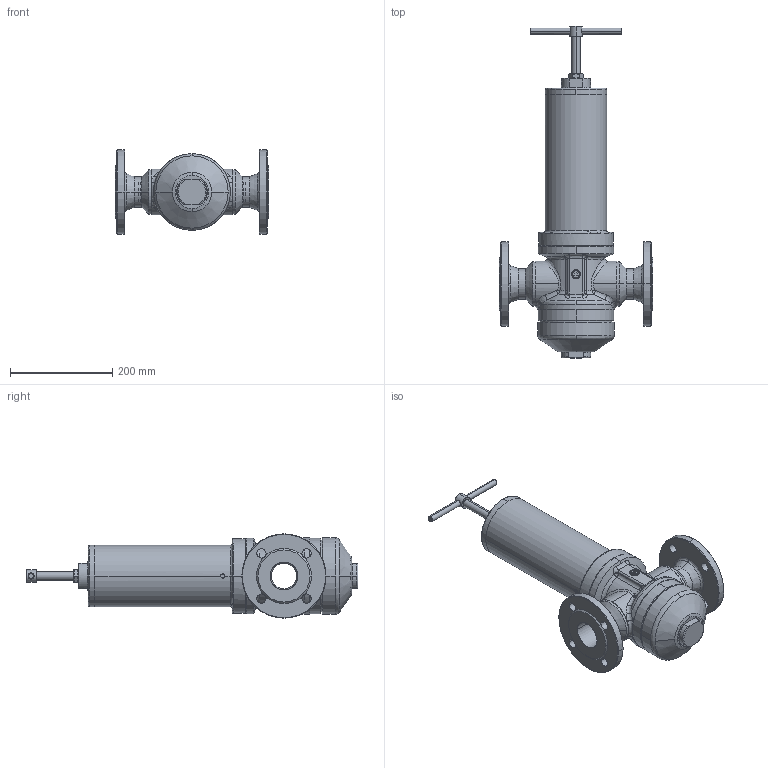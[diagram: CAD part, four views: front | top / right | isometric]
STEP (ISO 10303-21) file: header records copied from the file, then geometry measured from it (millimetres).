
FILE_DESCRIPTION (( 'STEP AP203' ), '1' );
FILE_NAME ('Typ_71-BG_IIIB-D050.STEP', '2021-03-11T08:24:48', ( '' ), ( '' ), 'SwSTEP 2.0', 'SolidWorks 2016', '' );
FILE_SCHEMA (( 'CONFIG_CONTROL_DESIGN' ));
Length unit declared in the file: millimetre
Products named in the file (1): Typ_71-BG_IIIB-D050
Bounding box: 300 x 650.52 x 165 mm (x, y, z)
Volume: 2759349.9 mm3; surface area: 689950.1 mm2
Topology: 11 solids, 11 shells, 558 faces, 1326 edges, 803 vertices
Faces by surface type: cylinder 174, cone 145, bspline 136, plane 103
Entity records: 27209 total; most frequent: CARTESIAN_POINT 14827, ORIENTED_EDGE 2628, DIRECTION 2559, EDGE_CURVE 1314, AXIS2_PLACEMENT_3D 1098, VERTEX_POINT 803, CIRCLE 675, EDGE_LOOP 625
